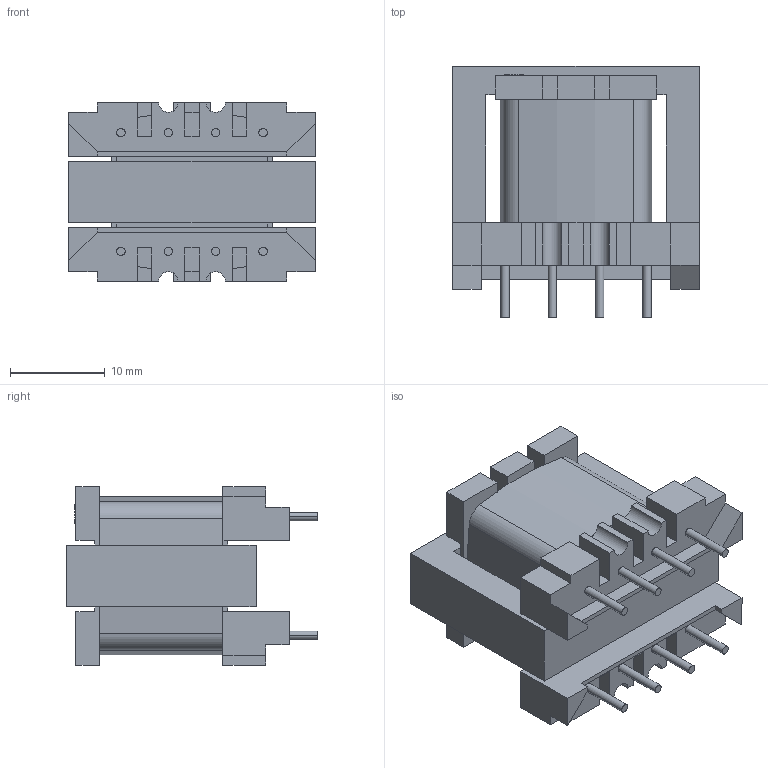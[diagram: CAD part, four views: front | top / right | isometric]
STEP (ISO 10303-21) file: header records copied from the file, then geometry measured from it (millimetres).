
FILE_DESCRIPTION (( 'STEP AP214' ), '1' );
FILE_NAME ('SW3dPS-POL-24208.STEP', '2009-09-17T09:40:33', ( 'sysAdmin' ), ( 'SolidWorks' ), 'SwSTEP 2.0', 'SolidWorks 2009', '' );
FILE_SCHEMA (( 'AUTOMOTIVE_DESIGN' ));
Length unit declared in the file: millimetre
Products named in the file (1): SW3dPS-POL-24208
Bounding box: 26 x 26.5 x 18.8 mm (x, y, z)
Volume: 6703.7 mm3; surface area: 5125.9 mm2
Topology: 10 solids, 10 shells, 160 faces, 401 edges, 262 vertices
Faces by surface type: plane 129, cylinder 31
Entity records: 4992 total; most frequent: CARTESIAN_POINT 824, ORIENTED_EDGE 802, DIRECTION 785, EDGE_CURVE 401, VECTOR 339, LINE 339, VERTEX_POINT 262, AXIS2_PLACEMENT_3D 223
